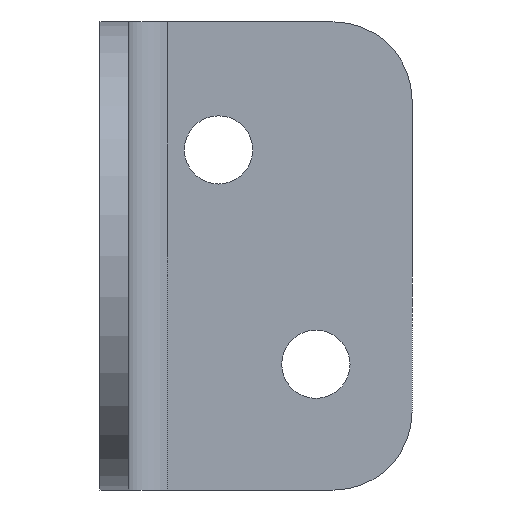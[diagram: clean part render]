
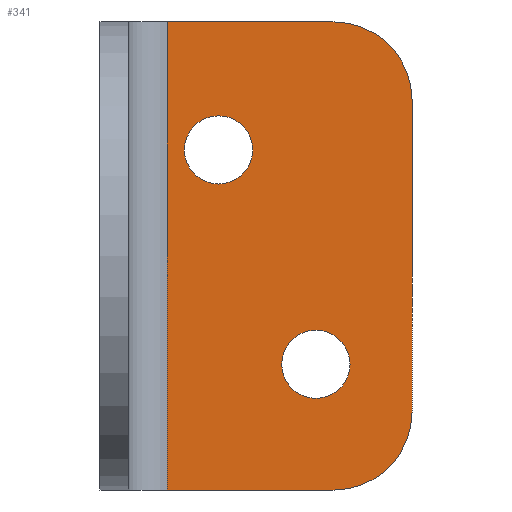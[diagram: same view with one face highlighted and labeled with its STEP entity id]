
A CAD part, left-side view. The second image highlights one B-rep face of the part: STEP entity #341.
In plain terms, the highlighted planar face has unit normal (-1, 0, 0).
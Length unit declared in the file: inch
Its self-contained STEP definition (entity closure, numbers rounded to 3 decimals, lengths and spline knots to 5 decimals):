
#19=PLANE($,#379);
#28=LINE($,#518,#56);
#43=LINE($,#565,#71);
#46=LINE($,#574,#74);
#47=LINE($,#575,#75);
#56=VECTOR($,#416,1.);
#71=VECTOR($,#463,0.535);
#74=VECTOR($,#474,1.5);
#75=VECTOR($,#475,0.535);
#85=FACE_BOUND($,#123,.T.);
#86=FACE_BOUND($,#124,.T.);
#87=FACE_BOUND($,#125,.T.);
#123=EDGE_LOOP($,(#290));
#124=EDGE_LOOP($,(#291));
#125=EDGE_LOOP($,(#292,#293,#294,#295,#296,#297));
#131=CIRCLE($,#350,0.10938);
#133=CIRCLE($,#353,0.10938);
#135=CIRCLE($,#356,0.25);
#137=CIRCLE($,#361,0.25);
#149=VERTEX_POINT($,#490);
#151=VERTEX_POINT($,#495);
#154=VERTEX_POINT($,#501);
#155=VERTEX_POINT($,#503);
#160=VERTEX_POINT($,#517);
#161=VERTEX_POINT($,#521);
#176=VERTEX_POINT($,#563);
#178=VERTEX_POINT($,#573);
#181=EDGE_CURVE($,#149,#149,#131,.T.);
#183=EDGE_CURVE($,#151,#151,#133,.T.);
#186=EDGE_CURVE($,#154,#155,#135,.T.);
#193=EDGE_CURVE($,#160,#155,#28,.T.);
#195=EDGE_CURVE($,#160,#161,#137,.T.);
#217=EDGE_CURVE($,#176,#154,#43,.T.);
#221=EDGE_CURVE($,#178,#176,#46,.T.);
#222=EDGE_CURVE($,#161,#178,#47,.T.);
#290=ORIENTED_EDGE($,*,*,#181,.T.);
#291=ORIENTED_EDGE($,*,*,#183,.T.);
#292=ORIENTED_EDGE($,*,*,#186,.F.);
#293=ORIENTED_EDGE($,*,*,#217,.F.);
#294=ORIENTED_EDGE($,*,*,#221,.F.);
#295=ORIENTED_EDGE($,*,*,#222,.F.);
#296=ORIENTED_EDGE($,*,*,#195,.F.);
#297=ORIENTED_EDGE($,*,*,#193,.T.);
#341=ADVANCED_FACE($,(#85,#86,#87),#19,.T.);
#350=AXIS2_PLACEMENT_3D($,#491,#390,#391);
#353=AXIS2_PLACEMENT_3D($,#496,#396,#397);
#356=AXIS2_PLACEMENT_3D($,#504,#403,#404);
#361=AXIS2_PLACEMENT_3D($,#522,#420,#421);
#379=AXIS2_PLACEMENT_3D($,#572,#472,#473);
#390=DIRECTION('center_axis',(1.,0.,0.));
#391=DIRECTION('ref_axis',(0.,0.,-1.));
#396=DIRECTION('center_axis',(1.,0.,0.));
#397=DIRECTION('ref_axis',(0.,0.,-1.));
#403=DIRECTION('center_axis',(1.,0.,0.));
#404=DIRECTION('ref_axis',(0.,-0.707,0.707));
#416=DIRECTION($,(0.,0.,1.));
#420=DIRECTION('center_axis',(1.,0.,0.));
#421=DIRECTION('ref_axis',(0.,-0.707,-0.707));
#463=DIRECTION($,(0.,-1.,0.));
#472=DIRECTION('center_axis',(-1.,0.,0.));
#473=DIRECTION('ref_axis',(0.,-1.,0.));
#474=DIRECTION($,(0.,0.,1.));
#475=DIRECTION($,(0.,1.,0.));
#490=CARTESIAN_POINT('',(2.41,-0.692,0.51238));
#491=CARTESIAN_POINT('Origin',(2.41,-0.692,0.403));
#495=CARTESIAN_POINT('',(2.41,-0.38,1.19938));
#496=CARTESIAN_POINT('Origin',(2.41,-0.38,1.09));
#501=CARTESIAN_POINT('',(2.41,-0.75,1.5));
#503=CARTESIAN_POINT('',(2.41,-1.,1.25));
#504=CARTESIAN_POINT('Origin',(2.41,-0.75,1.25));
#517=CARTESIAN_POINT('',(2.41,-1.,0.25));
#518=CARTESIAN_POINT($,(2.41,-1.,0.));
#521=CARTESIAN_POINT('',(2.41,-0.75,0.));
#522=CARTESIAN_POINT('Origin',(2.41,-0.75,0.25));
#563=CARTESIAN_POINT('',(2.41,-0.215,1.5));
#565=CARTESIAN_POINT($,(2.41,-1.,1.5));
#572=CARTESIAN_POINT('Origin',(2.41,-0.215,0.));
#573=CARTESIAN_POINT('',(2.41,-0.215,0.));
#574=CARTESIAN_POINT($,(2.41,-0.215,0.));
#575=CARTESIAN_POINT($,(2.41,-1.,0.));
